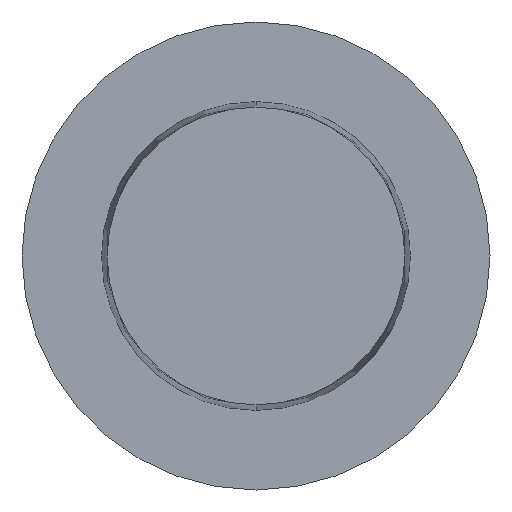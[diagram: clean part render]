
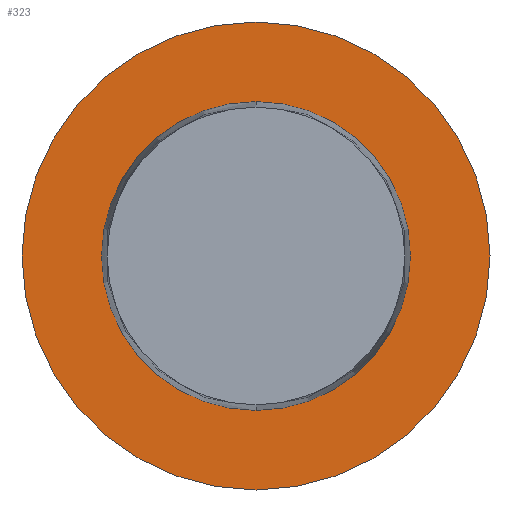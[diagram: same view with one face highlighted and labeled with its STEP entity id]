
A CAD part, front view. The second image highlights one B-rep face of the part: STEP entity #323.
In plain terms, the highlighted planar face has unit normal (0, -1, 0).
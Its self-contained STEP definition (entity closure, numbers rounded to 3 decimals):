
#38 = VERTEX_POINT ( 'NONE', #471 ) ;
#46 = EDGE_CURVE ( 'NONE', #47, #38, #518, .T. ) ;
#47 = VERTEX_POINT ( 'NONE', #441 ) ;
#132 = VERTEX_POINT ( 'NONE', #743 ) ;
#134 = EDGE_CURVE ( 'NONE', #132, #135, #749, .T. ) ;
#135 = VERTEX_POINT ( 'NONE', #750 ) ;
#207 = ORIENTED_EDGE ( 'NONE', *, *, #226, .F. ) ;
#226 = EDGE_CURVE ( 'NONE', #135, #132, #1025, .T. ) ;
#227 = ORIENTED_EDGE ( 'NONE', *, *, #134, .F. ) ;
#228 = EDGE_LOOP ( 'NONE', ( #308, #379 ) ) ;
#282 = EDGE_CURVE ( 'NONE', #38, #47, #1085, .T. ) ;
#308 = ORIENTED_EDGE ( 'NONE', *, *, #46, .T. ) ;
#323 = ADVANCED_FACE ( 'NONE', ( #1140, #1138 ), #1137, .F. ) ;
#324 = EDGE_LOOP ( 'NONE', ( #207, #227 ) ) ;
#379 = ORIENTED_EDGE ( 'NONE', *, *, #282, .T. ) ;
#441 = CARTESIAN_POINT ( 'NONE',  ( 0., 10.997, 6.6 ) ) ;
#442 = DIRECTION ( 'NONE',  ( 0., 0., 1. ) ) ;
#471 = CARTESIAN_POINT ( 'NONE',  ( 0., 10.997, -6.6 ) ) ;
#518 = CIRCLE ( 'NONE', #523, 6.6 ) ;
#521 = DIRECTION ( 'NONE',  ( 0., 1., 0. ) ) ;
#522 = CARTESIAN_POINT ( 'NONE',  ( 0., 10.997, 0. ) ) ;
#523 = AXIS2_PLACEMENT_3D ( 'NONE', #522, #521, #442 ) ;
#743 = CARTESIAN_POINT ( 'NONE',  ( 0., 10.997, 10. ) ) ;
#749 = CIRCLE ( 'NONE', #788, 10. ) ;
#750 = CARTESIAN_POINT ( 'NONE',  ( 0., 10.997, -10. ) ) ;
#785 = DIRECTION ( 'NONE',  ( 0., 0., 1. ) ) ;
#786 = DIRECTION ( 'NONE',  ( 0., 1., 0. ) ) ;
#787 = CARTESIAN_POINT ( 'NONE',  ( 0., 10.997, 0. ) ) ;
#788 = AXIS2_PLACEMENT_3D ( 'NONE', #787, #786, #785 ) ;
#962 = CARTESIAN_POINT ( 'NONE',  ( 0., 10.997, 0. ) ) ;
#1013 = DIRECTION ( 'NONE',  ( 0., 0., 1. ) ) ;
#1014 = DIRECTION ( 'NONE',  ( 0., 1., 0. ) ) ;
#1015 = CARTESIAN_POINT ( 'NONE',  ( 0., 10.997, 0. ) ) ;
#1016 = AXIS2_PLACEMENT_3D ( 'NONE', #1015, #1014, #1013 ) ;
#1025 = CIRCLE ( 'NONE', #1091, 10. ) ;
#1047 = DIRECTION ( 'NONE',  ( 0., 0., 1. ) ) ;
#1048 = DIRECTION ( 'NONE',  ( 0., 1., 0. ) ) ;
#1049 = CARTESIAN_POINT ( 'NONE',  ( 0., 10.997, 0. ) ) ;
#1050 = AXIS2_PLACEMENT_3D ( 'NONE', #1049, #1048, #1047 ) ;
#1085 = CIRCLE ( 'NONE', #1016, 6.6 ) ;
#1089 = DIRECTION ( 'NONE',  ( 0., 0., 1. ) ) ;
#1090 = DIRECTION ( 'NONE',  ( 0., 1., 0. ) ) ;
#1091 = AXIS2_PLACEMENT_3D ( 'NONE', #962, #1090, #1089 ) ;
#1137 = PLANE ( 'NONE',  #1050 ) ;
#1138 = FACE_BOUND ( 'NONE', #228, .T. ) ;
#1140 = FACE_OUTER_BOUND ( 'NONE', #324, .T. ) ;
